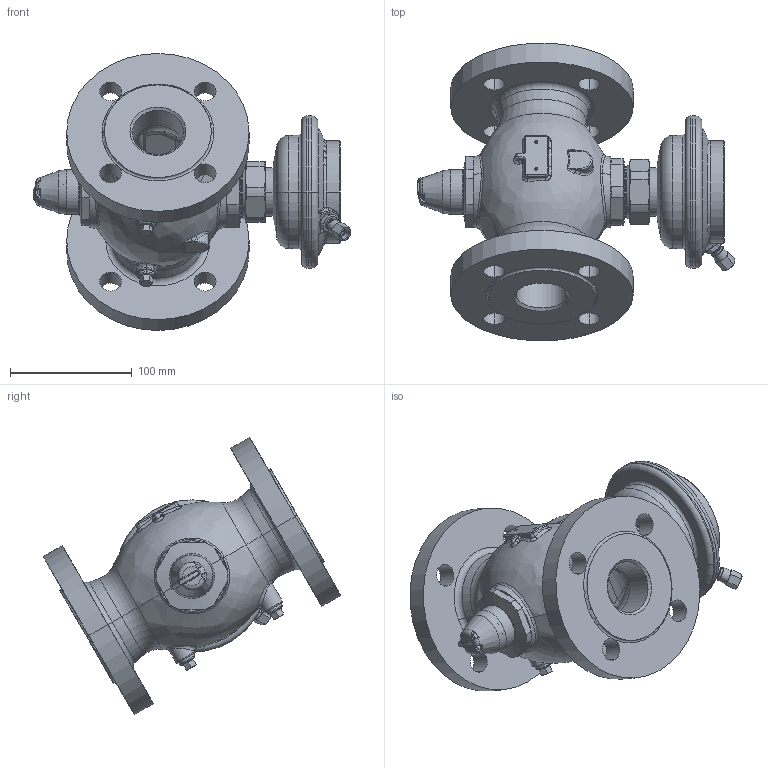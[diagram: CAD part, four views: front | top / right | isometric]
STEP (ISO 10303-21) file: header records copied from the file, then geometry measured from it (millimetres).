
FILE_DESCRIPTION((''),'2;1');
FILE_NAME('003H6475','2015-03-09T',('u317927'),('Danfoss'),'PRO/ENGINEER BY PARAMETRIC TECHNOLOGY CORPORATION, 2014000','PRO/ENGINEER BY PARAMETRIC TECHNOLOGY CORPORATION, 2014000','');
FILE_SCHEMA(('CONFIG_CONTROL_DESIGN'));
Products named in the file (1): 003H6475
Bounding box: 261.47 x 244.74 x 227.9 mm (x, y, z)
Volume: 1420293.9 mm3; surface area: 303697.5 mm2
Topology: 1 solids, 1 shells, 956 faces, 2227 edges, 1335 vertices
Faces by surface type: plane 262, cylinder 256, cone 152, bspline 142, torus 137, sphere 7
Entity records: 43791 total; most frequent: CARTESIAN_POINT 22832, ORIENTED_EDGE 4452, DIRECTION 4329, EDGE_CURVE 2226, AXIS2_PLACEMENT_3D 1855, VERTEX_POINT 1335, EDGE_LOOP 1045, CIRCLE 1041
